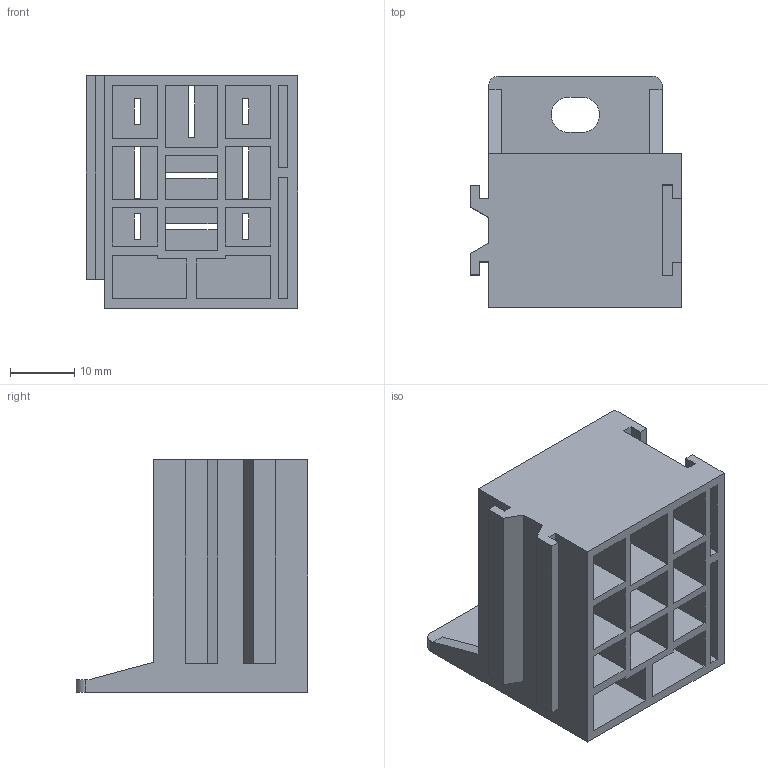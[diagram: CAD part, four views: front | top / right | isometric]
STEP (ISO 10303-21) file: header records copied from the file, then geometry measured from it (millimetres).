
FILE_DESCRIPTION (( 'STEP AP214' ), '1' );
FILE_NAME ('1_017_002_00_Sockel.STEP', '2012-12-03T07:57:09', ( '' ), ( '' ), 'SwSTEP 2.0', 'SolidWorks 2012', '' );
FILE_SCHEMA (( 'AUTOMOTIVE_DESIGN' ));
Length unit declared in the file: millimetre
Products named in the file (1): 1_017_002_00_Sockel
Bounding box: 32.8 x 36 x 36.2 mm (x, y, z)
Volume: 14034.2 mm3; surface area: 15145.8 mm2
Topology: 1 solids, 1 shells, 255 faces, 699 edges, 466 vertices
Faces by surface type: plane 250, cylinder 5
Entity records: 7997 total; most frequent: CARTESIAN_POINT 1421, ORIENTED_EDGE 1398, DIRECTION 1221, EDGE_CURVE 699, VECTOR 689, LINE 689, VERTEX_POINT 466, EDGE_LOOP 295
